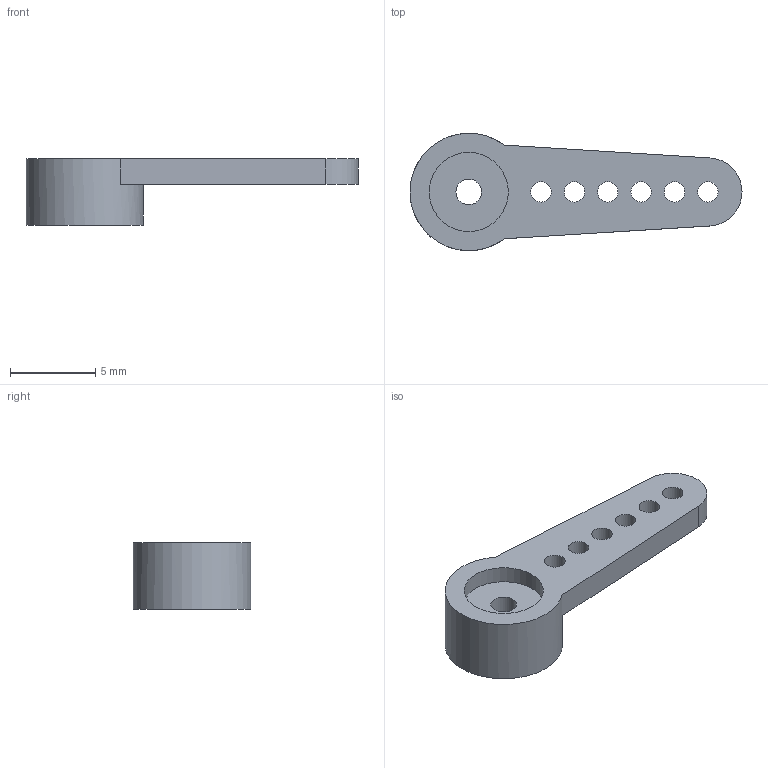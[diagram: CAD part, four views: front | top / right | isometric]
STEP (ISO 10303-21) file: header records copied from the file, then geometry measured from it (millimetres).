
FILE_DESCRIPTION(/* description */ ('STEP AP242','CAx-IF Rec.Pracs.---Representation and Presentation of Product Manufacturing Information (PMI)---4.0---2014-10-13','CAx-IF Rec.Pracs.---3D Tessellated Geometry---0.4---2014-09-14','2;1'),/* implementation_level */ '2;1');
FILE_NAME(/* name */ 'Assembly - ServoHorn-SingleSided',/* time_stamp */ '2025-07-23T17:14:26Z',/* author */ (''),/* organization */ (''),/* preprocessor_version */ 'ST-DEVELOPER v20',/* originating_system */ 'ONSHAPE BY PTC INC, 1.201',/* authorisation */ ' ');
FILE_SCHEMA (('AP242_MANAGED_MODEL_BASED_3D_ENGINEERING_MIM_LF { 1 0 10303 442 1 1 4 }'));
Length unit declared in the file: metre
Products named in the file (1): ServoHorn-SingleSided
Bounding box: 19.5 x 6.9 x 3.9 mm (x, y, z)
Volume: 167.4 mm3; surface area: 376.6 mm2
Topology: 1 solids, 1 shells, 18 faces, 42 edges, 28 vertices
Faces by surface type: cylinder 11, plane 7
Full cylindrical faces by diameter (mm): 1.2 x6, 1.5 x1, 4.65 x1, 5 x1, 6.9 x1
Entity records: 520 total; most frequent: DIRECTION 92, CARTESIAN_POINT 77, ORIENTED_EDGE 62, EDGE_LOOP 44, FACE_BOUND 44, AXIS2_PLACEMENT_3D 42, EDGE_CURVE 31, VERTEX_POINT 27
